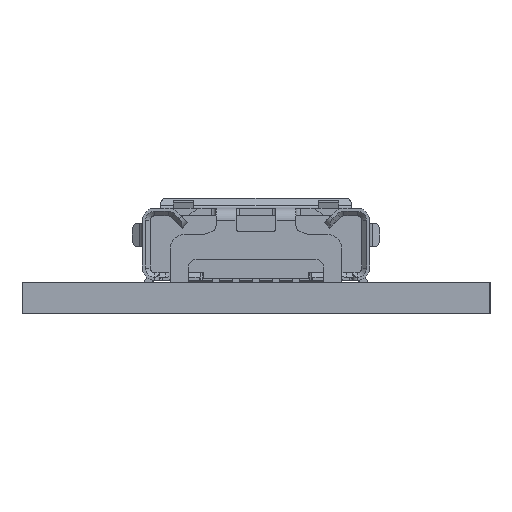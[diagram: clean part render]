
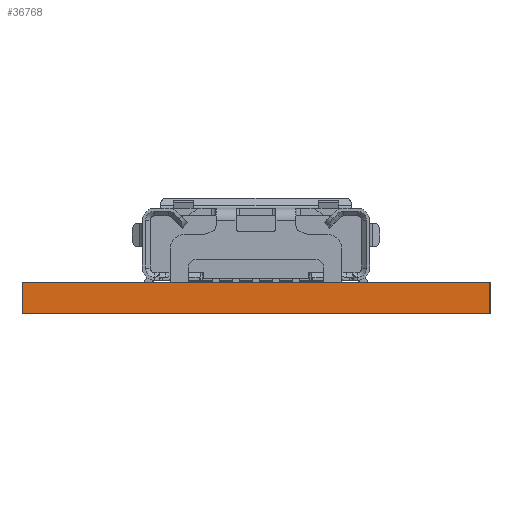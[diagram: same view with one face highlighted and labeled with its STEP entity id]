
A CAD part, front view. The second image highlights one B-rep face of the part: STEP entity #36768.
In plain terms, the highlighted planar face has unit normal (0, -1, 0).
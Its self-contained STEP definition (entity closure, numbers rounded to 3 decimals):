
#622 = ORIENTED_EDGE ( 'NONE', *, *, #14324, .F. ) ;
#933 = VERTEX_POINT ( 'NONE', #6339 ) ;
#2877 = LINE ( 'NONE', #49690, #25046 ) ;
#3381 = EDGE_CURVE ( 'NONE', #45290, #933, #20981, .T. ) ;
#5482 = EDGE_CURVE ( 'NONE', #41941, #11758, #6398, .T. ) ;
#6339 = CARTESIAN_POINT ( 'NONE',  ( 15.24, 0., 0. ) ) ;
#6398 = LINE ( 'NONE', #26047, #10357 ) ;
#6823 = DIRECTION ( 'NONE',  ( -1., 0., 0. ) ) ;
#9610 = VECTOR ( 'NONE', #49156, 1000. ) ;
#10357 = VECTOR ( 'NONE', #25284, 1000. ) ;
#11758 = VERTEX_POINT ( 'NONE', #47267 ) ;
#12324 = DIRECTION ( 'NONE',  ( 0., 0., -1. ) ) ;
#12777 = CARTESIAN_POINT ( 'NONE',  ( 0., 0., 0. ) ) ;
#14324 = EDGE_CURVE ( 'NONE', #11758, #933, #2877, .T. ) ;
#14622 = DIRECTION ( 'NONE',  ( 0., 0., -1. ) ) ;
#14756 = PLANE ( 'NONE',  #42844 ) ;
#18298 = DIRECTION ( 'NONE',  ( 0., 1., 0. ) ) ;
#20981 = LINE ( 'NONE', #44294, #9610 ) ;
#24868 = EDGE_CURVE ( 'NONE', #41941, #45290, #35567, .T. ) ;
#25046 = VECTOR ( 'NONE', #14622, 1000. ) ;
#25284 = DIRECTION ( 'NONE',  ( 1., 0., 0. ) ) ;
#26047 = CARTESIAN_POINT ( 'NONE',  ( 15.24, 0., 1.016 ) ) ;
#27010 = CARTESIAN_POINT ( 'NONE',  ( 0., 0., 1.016 ) ) ;
#34759 = EDGE_LOOP ( 'NONE', ( #35468, #622, #48691, #46891 ) ) ;
#35468 = ORIENTED_EDGE ( 'NONE', *, *, #3381, .T. ) ;
#35567 = LINE ( 'NONE', #44277, #38731 ) ;
#36768 = ADVANCED_FACE ( 'NONE', ( #41863 ), #14756, .F. ) ;
#37780 = CARTESIAN_POINT ( 'NONE',  ( 15.24, 0., 1.016 ) ) ;
#38731 = VECTOR ( 'NONE', #12324, 1000. ) ;
#41863 = FACE_OUTER_BOUND ( 'NONE', #34759, .T. ) ;
#41941 = VERTEX_POINT ( 'NONE', #27010 ) ;
#42844 = AXIS2_PLACEMENT_3D ( 'NONE', #37780, #18298, #6823 ) ;
#44277 = CARTESIAN_POINT ( 'NONE',  ( 0., 0., 1.016 ) ) ;
#44294 = CARTESIAN_POINT ( 'NONE',  ( 15.24, 0., 0. ) ) ;
#45290 = VERTEX_POINT ( 'NONE', #12777 ) ;
#46891 = ORIENTED_EDGE ( 'NONE', *, *, #24868, .T. ) ;
#47267 = CARTESIAN_POINT ( 'NONE',  ( 15.24, 0., 1.016 ) ) ;
#48691 = ORIENTED_EDGE ( 'NONE', *, *, #5482, .F. ) ;
#49156 = DIRECTION ( 'NONE',  ( 1., 0., 0. ) ) ;
#49690 = CARTESIAN_POINT ( 'NONE',  ( 15.24, 0., 1.016 ) ) ;
